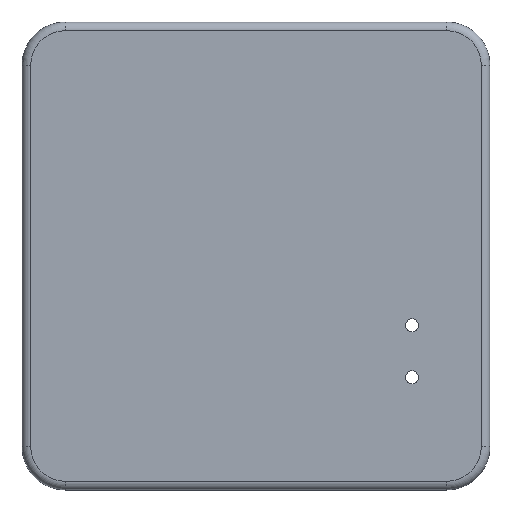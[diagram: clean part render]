
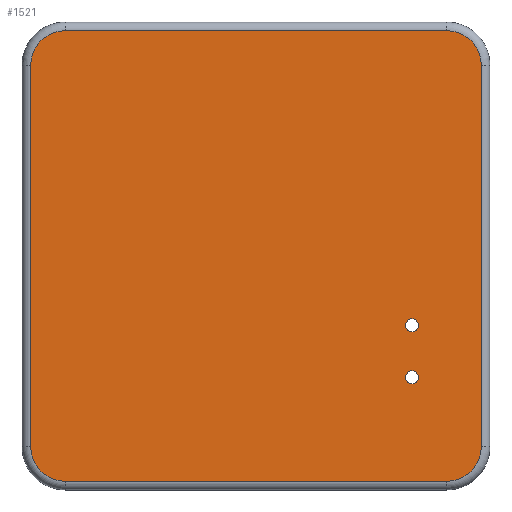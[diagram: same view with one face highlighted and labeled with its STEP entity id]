
A CAD part, top view. The second image highlights one B-rep face of the part: STEP entity #1521.
In plain terms, the highlighted planar face has unit normal (0, 0, 1).
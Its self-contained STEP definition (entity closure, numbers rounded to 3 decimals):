
#15=FACE_BOUND('',#536,.T.);
#16=FACE_BOUND('',#537,.T.);
#29=PLANE('',#1643);
#84=LINE('',#2252,#244);
#86=LINE('',#2264,#246);
#88=LINE('',#2276,#248);
#90=LINE('',#2285,#250);
#244=VECTOR('',#1784,10.);
#246=VECTOR('',#1798,10.);
#248=VECTOR('',#1812,10.);
#250=VECTOR('',#1824,10.);
#445=FACE_OUTER_BOUND('',#535,.T.);
#535=EDGE_LOOP('',(#1119,#1120,#1121,#1122,#1123,#1124,#1125,#1126));
#536=EDGE_LOOP('',(#1127));
#537=EDGE_LOOP('',(#1128));
#626=CIRCLE('',#1615,4.);
#632=CIRCLE('',#1623,4.);
#636=CIRCLE('',#1629,4.);
#640=CIRCLE('',#1635,4.);
#643=CIRCLE('',#1644,0.75);
#644=CIRCLE('',#1645,0.75);
#690=VERTEX_POINT('',#2240);
#691=VERTEX_POINT('',#2242);
#693=VERTEX_POINT('',#2248);
#695=VERTEX_POINT('',#2254);
#697=VERTEX_POINT('',#2260);
#699=VERTEX_POINT('',#2266);
#701=VERTEX_POINT('',#2272);
#703=VERTEX_POINT('',#2278);
#724=VERTEX_POINT('',#2333);
#725=VERTEX_POINT('',#2335);
#834=EDGE_CURVE('',#690,#691,#626,.T.);
#839=EDGE_CURVE('',#691,#693,#84,.T.);
#842=EDGE_CURVE('',#693,#695,#632,.T.);
#845=EDGE_CURVE('',#695,#697,#86,.T.);
#848=EDGE_CURVE('',#697,#699,#636,.T.);
#851=EDGE_CURVE('',#699,#701,#88,.T.);
#854=EDGE_CURVE('',#701,#703,#640,.T.);
#856=EDGE_CURVE('',#703,#690,#90,.T.);
#880=EDGE_CURVE('',#724,#724,#643,.T.);
#881=EDGE_CURVE('',#725,#725,#644,.T.);
#1119=ORIENTED_EDGE('',*,*,#834,.F.);
#1120=ORIENTED_EDGE('',*,*,#856,.F.);
#1121=ORIENTED_EDGE('',*,*,#854,.F.);
#1122=ORIENTED_EDGE('',*,*,#851,.F.);
#1123=ORIENTED_EDGE('',*,*,#848,.F.);
#1124=ORIENTED_EDGE('',*,*,#845,.F.);
#1125=ORIENTED_EDGE('',*,*,#842,.F.);
#1126=ORIENTED_EDGE('',*,*,#839,.F.);
#1127=ORIENTED_EDGE('',*,*,#880,.T.);
#1128=ORIENTED_EDGE('',*,*,#881,.T.);
#1521=ADVANCED_FACE('',(#445,#15,#16),#29,.T.);
#1615=AXIS2_PLACEMENT_3D('',#2243,#1773,#1774);
#1623=AXIS2_PLACEMENT_3D('',#2258,#1791,#1792);
#1629=AXIS2_PLACEMENT_3D('',#2270,#1805,#1806);
#1635=AXIS2_PLACEMENT_3D('',#2282,#1819,#1820);
#1643=AXIS2_PLACEMENT_3D('',#2332,#1858,#1859);
#1644=AXIS2_PLACEMENT_3D('',#2334,#1860,#1861);
#1645=AXIS2_PLACEMENT_3D('',#2336,#1862,#1863);
#1773=DIRECTION('center_axis',(0.,0.,-1.));
#1774=DIRECTION('ref_axis',(0.707,-0.707,0.));
#1784=DIRECTION('',(-1.,0.,0.));
#1791=DIRECTION('center_axis',(0.,0.,-1.));
#1792=DIRECTION('ref_axis',(-0.707,-0.707,0.));
#1798=DIRECTION('',(0.,1.,0.));
#1805=DIRECTION('center_axis',(0.,0.,-1.));
#1806=DIRECTION('ref_axis',(-0.707,0.707,0.));
#1812=DIRECTION('',(1.,0.,0.));
#1819=DIRECTION('center_axis',(0.,0.,-1.));
#1820=DIRECTION('ref_axis',(0.707,0.707,0.));
#1824=DIRECTION('',(0.,-1.,0.));
#1858=DIRECTION('center_axis',(0.,0.,1.));
#1859=DIRECTION('ref_axis',(1.,0.,0.));
#1860=DIRECTION('center_axis',(0.,0.,-1.));
#1861=DIRECTION('ref_axis',(-1.,0.,0.));
#1862=DIRECTION('center_axis',(0.,0.,-1.));
#1863=DIRECTION('ref_axis',(-1.,0.,0.));
#2240=CARTESIAN_POINT('',(26.,-22.,0.));
#2242=CARTESIAN_POINT('',(22.,-26.,0.));
#2243=CARTESIAN_POINT('Origin',(22.,-22.,0.));
#2248=CARTESIAN_POINT('',(-22.,-26.,0.));
#2252=CARTESIAN_POINT('',(-6.75,-26.,0.));
#2254=CARTESIAN_POINT('',(-26.,-22.,0.));
#2258=CARTESIAN_POINT('Origin',(-22.,-22.,0.));
#2260=CARTESIAN_POINT('',(-26.,22.,0.));
#2264=CARTESIAN_POINT('',(-26.,-17.75,0.));
#2266=CARTESIAN_POINT('',(-22.,26.,0.));
#2270=CARTESIAN_POINT('Origin',(-22.,22.,0.));
#2272=CARTESIAN_POINT('',(22.,26.,0.));
#2276=CARTESIAN_POINT('',(-6.75,26.,0.));
#2278=CARTESIAN_POINT('',(26.,22.,0.));
#2282=CARTESIAN_POINT('Origin',(22.,22.,0.));
#2285=CARTESIAN_POINT('',(26.,-17.75,0.));
#2332=CARTESIAN_POINT('Origin',(-13.5,-13.5,0.));
#2333=CARTESIAN_POINT('',(18.75,-14.,0.));
#2334=CARTESIAN_POINT('Origin',(18.,-14.,0.));
#2335=CARTESIAN_POINT('',(18.75,-8.,0.));
#2336=CARTESIAN_POINT('Origin',(18.,-8.,0.));
